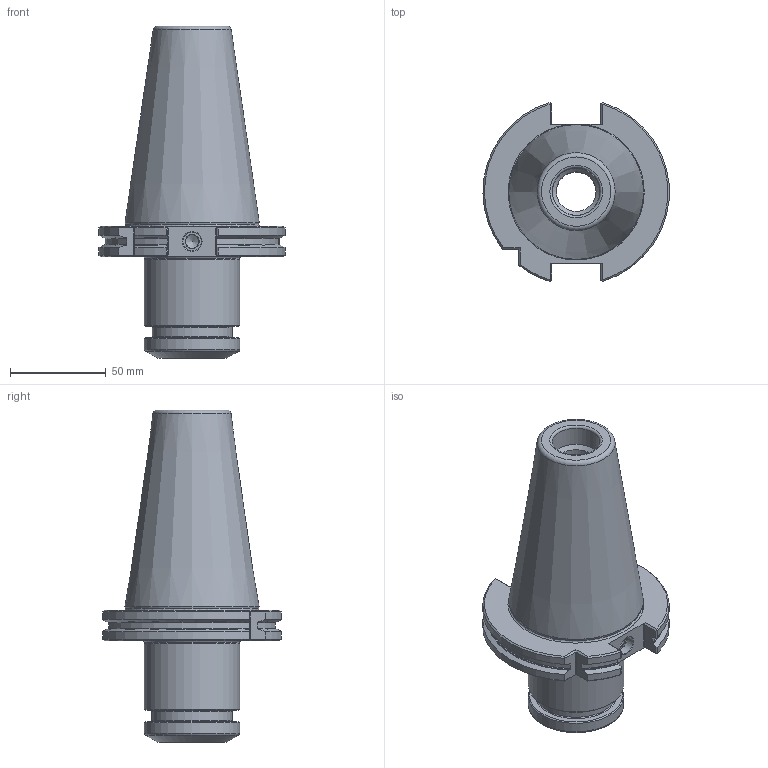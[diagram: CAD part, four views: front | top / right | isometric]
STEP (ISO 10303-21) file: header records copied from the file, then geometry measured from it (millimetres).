
FILE_DESCRIPTION(/* description */ (''),/* implementation_level */ '2;1');
FILE_NAME(/* name */ '225073240.stp',/* time_stamp */ '2021-01-12T12:30:36',/* author */ ('LRA'),/* organization */ ('REGO-FIX'),/* preprocessor_version */ ' Unknown',/* originating_system */ 'SIEMENS PLM Software Solid Edge ST10',/* authorization */ 'Unknown');
FILE_SCHEMA (('AUTOMOTIVE_DESIGN { 1 0 10303 214 2 1 1}'));
Length unit declared in the file: millimetre
Products named in the file (1): NOCUT
Bounding box: 97.32 x 93.58 x 173.6 mm (x, y, z)
Volume: 370841.6 mm3; surface area: 57704.8 mm2
Topology: 1 solids, 1 shells, 120 faces, 324 edges, 207 vertices
Faces by surface type: plane 43, cylinder 33, cone 30, torus 14
Full cylindrical faces by diameter (mm): 3.5 x5, 7 x1, 10 x1, 20.752 x2, 25 x1, 33 x1, 42 x1, 50 x2
Entity records: 4423 total; most frequent: CARTESIAN_POINT 835, DIRECTION 545, ORIENTED_EDGE 538, EDGE_CURVE 269, AXIS2_PLACEMENT_3D 225, VERTEX_POINT 198, FACE_BOUND 169, EDGE_LOOP 163
